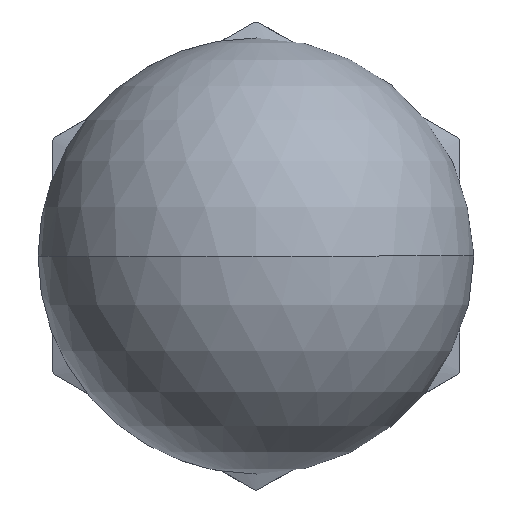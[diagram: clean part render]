
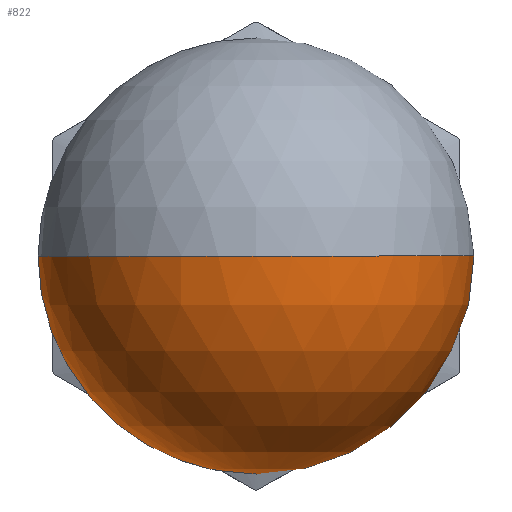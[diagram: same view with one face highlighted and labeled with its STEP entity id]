
A CAD part, front view. The second image highlights one B-rep face of the part: STEP entity #822.
In plain terms, the highlighted spherical face has radius 7.5 mm.
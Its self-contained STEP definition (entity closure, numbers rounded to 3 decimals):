
#18 = EDGE_CURVE ( 'NONE', #588, #642, #311, .T. ) ;
#48 = EDGE_CURVE ( 'NONE', #1111, #642, #328, .T. ) ;
#168 = ORIENTED_EDGE ( 'NONE', *, *, #48, .T. ) ;
#230 = DIRECTION ( 'NONE',  ( -1., 0., 0. ) ) ;
#232 = CARTESIAN_POINT ( 'NONE',  ( 0., -14.5, 0. ) ) ;
#235 = AXIS2_PLACEMENT_3D ( 'NONE', #232, #248, #230 ) ;
#248 = DIRECTION ( 'NONE',  ( 0., 0., 1. ) ) ;
#311 = CIRCLE ( 'NONE', #566, 6. ) ;
#328 = CIRCLE ( 'NONE', #550, 7.5 ) ;
#428 = AXIS2_PLACEMENT_3D ( 'NONE', #731, #730, #728 ) ;
#525 = EDGE_LOOP ( 'NONE', ( #570, #168, #1173 ) ) ;
#550 = AXIS2_PLACEMENT_3D ( 'NONE', #1163, #1162, #1161 ) ;
#566 = AXIS2_PLACEMENT_3D ( 'NONE', #1212, #1206, #1202 ) ;
#570 = ORIENTED_EDGE ( 'NONE', *, *, #606, .F. ) ;
#588 = VERTEX_POINT ( 'NONE', #807 ) ;
#606 = EDGE_CURVE ( 'NONE', #1111, #588, #1092, .T. ) ;
#642 = VERTEX_POINT ( 'NONE', #663 ) ;
#663 = CARTESIAN_POINT ( 'NONE',  ( -6., -10., 0. ) ) ;
#728 = DIRECTION ( 'NONE',  ( 1., 0., 0. ) ) ;
#730 = DIRECTION ( 'NONE',  ( 0., 0., 1. ) ) ;
#731 = CARTESIAN_POINT ( 'NONE',  ( 0., -14.5, 0. ) ) ;
#795 = CARTESIAN_POINT ( 'NONE',  ( 0., -22., 0. ) ) ;
#807 = CARTESIAN_POINT ( 'NONE',  ( 6., -10., 0. ) ) ;
#822 = ADVANCED_FACE ( 'NONE', ( #879 ), #874, .T. ) ;
#874 = SPHERICAL_SURFACE ( 'NONE', #235, 7.5 ) ;
#879 = FACE_OUTER_BOUND ( 'NONE', #525, .T. ) ;
#1092 = CIRCLE ( 'NONE', #428, 7.5 ) ;
#1111 = VERTEX_POINT ( 'NONE', #795 ) ;
#1161 = DIRECTION ( 'NONE',  ( -1., 0., 0. ) ) ;
#1162 = DIRECTION ( 'NONE',  ( 0., 0., -1. ) ) ;
#1163 = CARTESIAN_POINT ( 'NONE',  ( 0., -14.5, 0. ) ) ;
#1173 = ORIENTED_EDGE ( 'NONE', *, *, #18, .F. ) ;
#1202 = DIRECTION ( 'NONE',  ( -1., 0., 0. ) ) ;
#1206 = DIRECTION ( 'NONE',  ( 0., 1., 0. ) ) ;
#1212 = CARTESIAN_POINT ( 'NONE',  ( 0., -10., 0. ) ) ;
